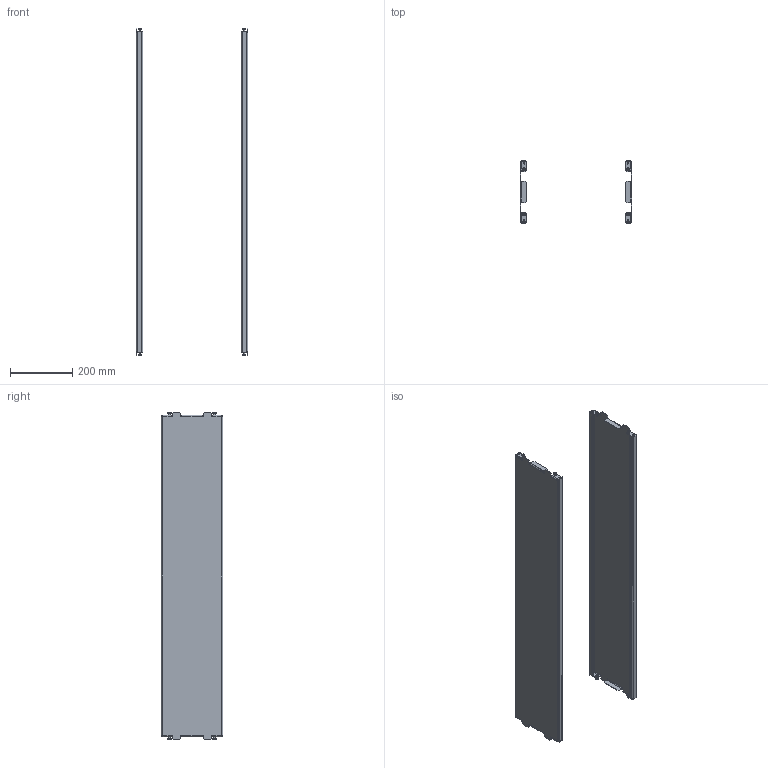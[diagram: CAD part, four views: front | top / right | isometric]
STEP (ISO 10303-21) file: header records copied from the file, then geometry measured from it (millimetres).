
FILE_DESCRIPTION (( 'STEP AP203' ), '1' );
FILE_NAME ('UR13621210012 Ýëåìåíòû áîêîâûå öîêîëÿ 200ìì RS52 00.120 RAL7021 (2øò) (000.136.072-05).STEP', '2022-04-14T06:20:41', ( '' ), ( '' ), 'SwSTEP 2.0', 'SolidWorks 2017', '' );
FILE_SCHEMA (( 'CONFIG_CONTROL_DESIGN' ));
Length unit declared in the file: millimetre
Products named in the file (3): 070-70 Ïàíåëü öîêîëÿ_05 (00.120); Âèíò DIN 7500 C TORX_Œ5å12; UR13621210012 Ýëåìåíòû áîêîâûå öîêîëÿ 200ìì RS52 00.120 RAL7021 (2øò) (000.136.072-05)
Assembly tree (10 placements, depth 2):
  UR13621210012 Ýëåìåíòû áîêîâûå öîêîëÿ 200ìì RS52 00.120 RAL7021 (2øò) (000.136.072-05)
    070-70 Ïàíåëü öîêîëÿ_05 (00.120)  x2
    Âèíò DIN 7500 C TORX_Œ5å12  x8
Bounding box: 359 x 198 x 1054.8 mm (x, y, z)
Volume: 1072256.4 mm3; surface area: 1099912.5 mm2
Topology: 10 solids, 10 shells, 1596 faces, 4544 edges, 2976 vertices
Faces by surface type: plane 980, cylinder 552, cone 32, bspline 16, sphere 16
Entity records: 23605 total; most frequent: CARTESIAN_POINT 4452, ORIENTED_EDGE 3872, DIRECTION 3681, EDGE_CURVE 1936, LINE 1447, VECTOR 1447, VERTEX_POINT 1266, AXIS2_PLACEMENT_3D 1117
